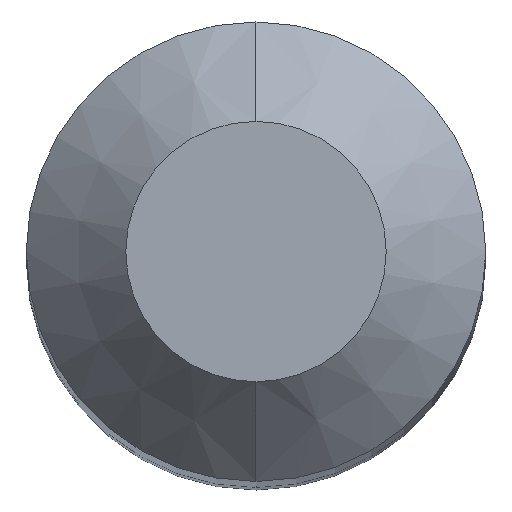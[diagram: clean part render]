
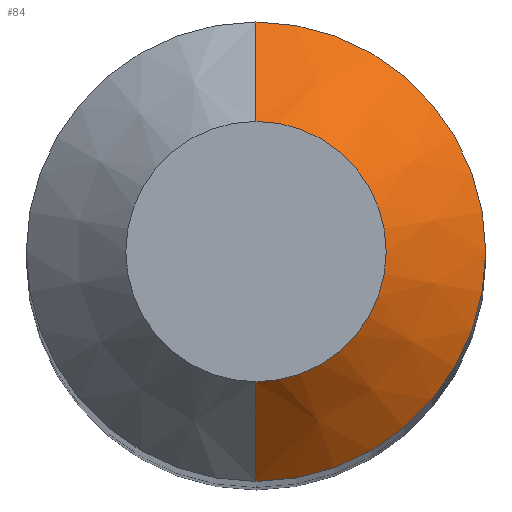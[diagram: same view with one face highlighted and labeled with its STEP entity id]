
A CAD part, top view. The second image highlights one B-rep face of the part: STEP entity #84.
In plain terms, the highlighted conical face has half-angle 45 degrees and reference radius 2.35 mm.
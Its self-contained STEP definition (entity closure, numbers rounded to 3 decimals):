
#84=ADVANCED_FACE('',(#155),#156,.T.);
#155=FACE_OUTER_BOUND('',#235,.T.);
#156=CONICAL_SURFACE('',#236,2.35,0.785);
#235=EDGE_LOOP('',(#306,#307,#308,#309));
#236=AXIS2_PLACEMENT_3D('',#310,#311,#312);
#306=ORIENTED_EDGE('',*,*,#382,.F.);
#307=ORIENTED_EDGE('',*,*,#383,.T.);
#308=ORIENTED_EDGE('',*,*,#384,.F.);
#309=ORIENTED_EDGE('',*,*,#378,.F.);
#310=CARTESIAN_POINT('',(0.,0.0,35.35));
#311=DIRECTION('',(0.,-0.0,-1.0));
#312=DIRECTION('',(0.0,1.0,0.0));
#378=EDGE_CURVE('',#422,#425,#426,.T.);
#382=EDGE_CURVE('',#431,#422,#432,.T.);
#383=EDGE_CURVE('',#431,#433,#434,.T.);
#384=EDGE_CURVE('',#425,#433,#435,.T.);
#422=VERTEX_POINT('',#466);
#425=VERTEX_POINT('',#470);
#426=CIRCLE('',#471,3.0);
#431=VERTEX_POINT('',#477);
#432=LINE('',#478,#479);
#433=VERTEX_POINT('',#480);
#434=CIRCLE('',#481,1.7);
#435=LINE('',#482,#483);
#466=CARTESIAN_POINT('',(0.,3.0,34.7));
#470=CARTESIAN_POINT('',(0.,-3.0,34.7));
#471=AXIS2_PLACEMENT_3D('',#508,#509,#510);
#477=CARTESIAN_POINT('',(0.,1.7,36.0));
#478=CARTESIAN_POINT('',(0.,2.35,35.35));
#479=VECTOR('',#515,1.0);
#480=CARTESIAN_POINT('',(0.,-1.7,36.0));
#481=AXIS2_PLACEMENT_3D('',#516,#517,#518);
#482=CARTESIAN_POINT('',(0.,-2.35,35.35));
#483=VECTOR('',#519,1.0);
#508=CARTESIAN_POINT('',(0.,0.0,34.7));
#509=DIRECTION('',(0.,0.0,-1.0));
#510=DIRECTION('',(0.0,1.0,0.0));
#515=DIRECTION('',(0.,0.707,-0.707));
#516=CARTESIAN_POINT('',(0.,0.0,36.0));
#517=DIRECTION('',(0.,0.0,-1.0));
#518=DIRECTION('',(0.0,1.0,0.0));
#519=DIRECTION('',(0.,0.707,0.707));
